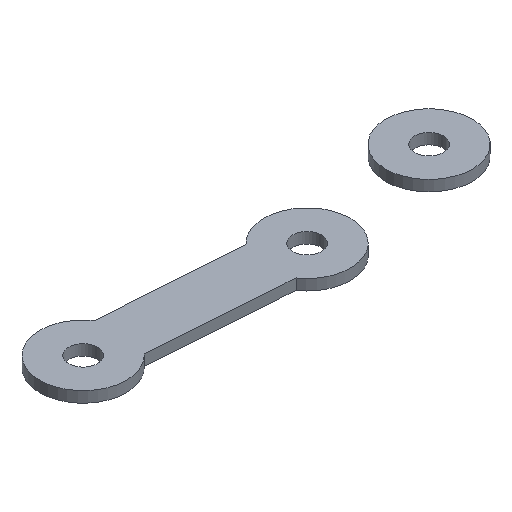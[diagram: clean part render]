
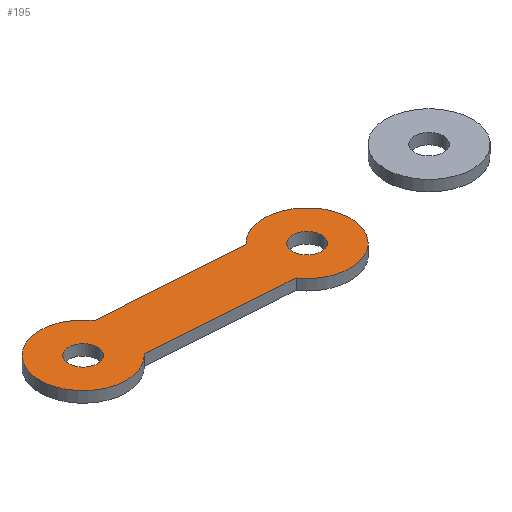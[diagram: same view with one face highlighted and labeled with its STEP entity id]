
A CAD part, isometric view. The second image highlights one B-rep face of the part: STEP entity #195.
In plain terms, the highlighted planar face has unit normal (0, 0, 1).
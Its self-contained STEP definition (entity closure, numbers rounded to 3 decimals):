
#17=FACE_BOUND('',#48,.T.);
#18=FACE_BOUND('',#49,.T.);
#25=PLANE('',#230);
#35=FACE_OUTER_BOUND('',#47,.T.);
#47=EDGE_LOOP('',(#159,#160,#161,#162));
#48=EDGE_LOOP('',(#163));
#49=EDGE_LOOP('',(#164));
#63=LINE('',#322,#75);
#67=LINE('',#334,#79);
#75=VECTOR('',#260,10.);
#79=VECTOR('',#272,10.);
#83=CIRCLE('',#217,1.33);
#85=CIRCLE('',#220,1.33);
#88=CIRCLE('',#225,4.);
#90=CIRCLE('',#229,4.);
#95=VERTEX_POINT('',#304);
#97=VERTEX_POINT('',#310);
#101=VERTEX_POINT('',#319);
#102=VERTEX_POINT('',#321);
#104=VERTEX_POINT('',#327);
#106=VERTEX_POINT('',#333);
#111=EDGE_CURVE('',#95,#95,#83,.T.);
#114=EDGE_CURVE('',#97,#97,#85,.T.);
#119=EDGE_CURVE('',#102,#101,#63,.T.);
#122=EDGE_CURVE('',#104,#102,#88,.T.);
#125=EDGE_CURVE('',#106,#104,#67,.T.);
#128=EDGE_CURVE('',#101,#106,#90,.T.);
#159=ORIENTED_EDGE('',*,*,#128,.T.);
#160=ORIENTED_EDGE('',*,*,#125,.T.);
#161=ORIENTED_EDGE('',*,*,#122,.T.);
#162=ORIENTED_EDGE('',*,*,#119,.T.);
#163=ORIENTED_EDGE('',*,*,#114,.T.);
#164=ORIENTED_EDGE('',*,*,#111,.T.);
#195=ADVANCED_FACE('',(#35,#17,#18),#25,.T.);
#217=AXIS2_PLACEMENT_3D('',#305,#244,#245);
#220=AXIS2_PLACEMENT_3D('',#311,#251,#252);
#225=AXIS2_PLACEMENT_3D('',#328,#266,#267);
#229=AXIS2_PLACEMENT_3D('',#338,#278,#279);
#230=AXIS2_PLACEMENT_3D('',#339,#280,#281);
#244=DIRECTION('center_axis',(0.,0.,-1.));
#245=DIRECTION('ref_axis',(1.,0.,0.));
#251=DIRECTION('center_axis',(0.,0.,-1.));
#252=DIRECTION('ref_axis',(1.,0.,0.));
#260=DIRECTION('',(-0.997,0.071,0.));
#266=DIRECTION('center_axis',(0.,0.,1.));
#267=DIRECTION('ref_axis',(1.,0.,0.));
#272=DIRECTION('',(0.997,-0.071,0.));
#278=DIRECTION('center_axis',(0.,0.,1.));
#279=DIRECTION('ref_axis',(1.,0.,0.));
#280=DIRECTION('center_axis',(0.,0.,1.));
#281=DIRECTION('ref_axis',(1.,0.,0.));
#304=CARTESIAN_POINT('',(625.766,184.081,1.));
#305=CARTESIAN_POINT('Origin',(627.096,184.081,1.));
#310=CARTESIAN_POINT('',(645.099,182.705,1.));
#311=CARTESIAN_POINT('Origin',(646.429,182.705,1.));
#319=CARTESIAN_POINT('',(630.388,186.353,1.));
#321=CARTESIAN_POINT('',(643.491,185.421,1.));
#322=CARTESIAN_POINT('',(627.273,186.575,1.));
#327=CARTESIAN_POINT('',(643.136,180.433,1.));
#328=CARTESIAN_POINT('Origin',(646.429,182.705,1.));
#333=CARTESIAN_POINT('',(630.033,181.366,1.));
#334=CARTESIAN_POINT('',(626.919,181.587,1.));
#338=CARTESIAN_POINT('Origin',(627.096,184.081,1.));
#339=CARTESIAN_POINT('Origin',(636.762,183.393,1.));
